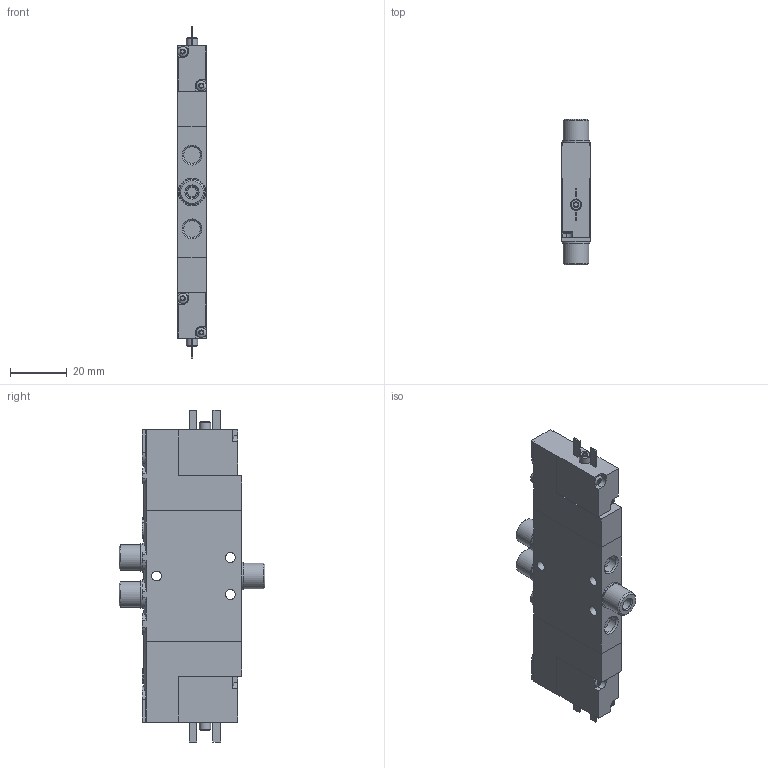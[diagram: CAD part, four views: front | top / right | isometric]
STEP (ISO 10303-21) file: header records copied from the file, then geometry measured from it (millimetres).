
FILE_DESCRIPTION(/* description */ ('STEP AP214'),/* implementation_level */ '2;1');
FILE_NAME(/* name */ '533161_CPE10-M1BH-5_3E-M5-B',/* time_stamp */ '2024-08-06T15:30:36+02:00',/* author */ ('License CC BY-ND 4.0'),/* organization */ ('CADENAS'),/* preprocessor_version */ 'ST-DEVELOPER v19.3',/* originating_system */ 'PARTsolutions',/* authorisation */ ' ');
FILE_SCHEMA (('AUTOMOTIVE_DESIGN {1 0 10303 214 3 1 1}'));
Length unit declared in the file: millimetre
Products named in the file (5): 533161 CPE10-M1BH-5/3E-M5-B; CPE10-...-5; 161359 D-M5I-M7A-ISK---(part); 130851 OK-M7; CPE10-KMYZ9_M1BH
Assembly tree (9 placements, depth 2):
  533161 CPE10-M1BH-5/3E-M5-B
    CPE10-...-5
    161359 D-M5I-M7A-ISK---(part)  x3
    130851 OK-M7  x3
    CPE10-KMYZ9_M1BH  x2
Bounding box: 10.1 x 51.4 x 117 mm (x, y, z)
Volume: 35785.6 mm3; surface area: 15135 mm2
Topology: 9 solids, 9 shells, 299 faces, 701 edges, 447 vertices
Faces by surface type: plane 132, cylinder 106, cone 54, torus 7
Full cylindrical faces by diameter (mm): 1.567 x2, 2 x2, 2.459 x4, 3.5 x3, 3.6 x4, 4 x2, 4.134 x3, 4.55 x2, 5.917 x5, 6.4 x3, 7 x3, 9 x3, 9.8 x3
Entity records: 4554 total; most frequent: CARTESIAN_POINT 931, DIRECTION 729, ORIENTED_EDGE 650, EDGE_CURVE 325, AXIS2_PLACEMENT_3D 285, VERTEX_POINT 231, EDGE_LOOP 226, FACE_BOUND 226
